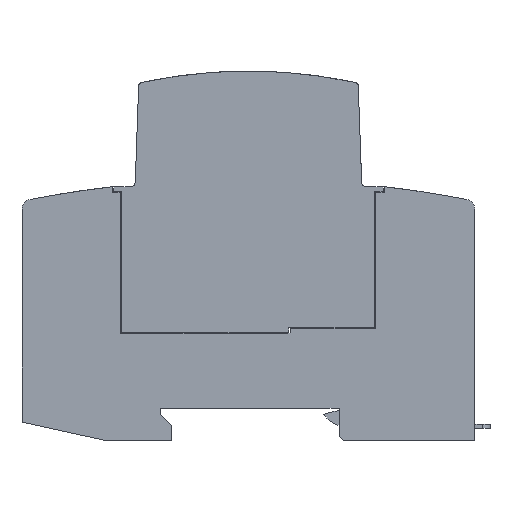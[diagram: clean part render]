
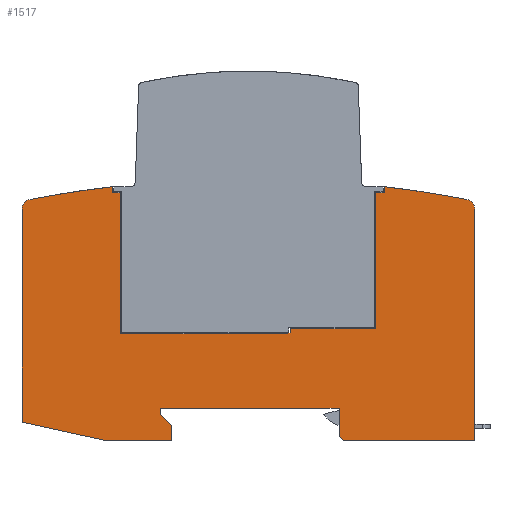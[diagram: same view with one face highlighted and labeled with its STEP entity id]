
A CAD part, left-side view. The second image highlights one B-rep face of the part: STEP entity #1517.
In plain terms, the highlighted planar face has unit normal (-1, 0, 0).
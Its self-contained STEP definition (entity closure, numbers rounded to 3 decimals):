
#1517=ADVANCED_FACE('',(#3089),#3090,.F.);
#3089=FACE_OUTER_BOUND('',#4665,.T.);
#3090=PLANE('',#4666);
#4665=EDGE_LOOP('',(#9324,#9325,#9326,#9327,#9328,#9329,#9330,#9331,#9332,#9333,#9334,#9335,#9336,#9337,#9338,#9339,#9340,#9341,#9342,#9343,#9344,#9345,#9346,#9347,#9348,#9349,#9350,#9351,#9352,#9353));
#4666=AXIS2_PLACEMENT_3D('',#9354,#9355,#9356);
#9324=ORIENTED_EDGE('',*,*,#11315,.T.);
#9325=ORIENTED_EDGE('',*,*,#11278,.T.);
#9326=ORIENTED_EDGE('',*,*,#11283,.T.);
#9327=ORIENTED_EDGE('',*,*,#11287,.T.);
#9328=ORIENTED_EDGE('',*,*,#11322,.T.);
#9329=ORIENTED_EDGE('',*,*,#11327,.T.);
#9330=ORIENTED_EDGE('',*,*,#11269,.T.);
#9331=ORIENTED_EDGE('',*,*,#11313,.T.);
#9332=ORIENTED_EDGE('',*,*,#11291,.T.);
#9333=ORIENTED_EDGE('',*,*,#11296,.T.);
#9334=ORIENTED_EDGE('',*,*,#11325,.F.);
#9335=ORIENTED_EDGE('',*,*,#11309,.T.);
#9336=ORIENTED_EDGE('',*,*,#11311,.T.);
#9337=ORIENTED_EDGE('',*,*,#10389,.F.);
#9338=ORIENTED_EDGE('',*,*,#11328,.F.);
#9339=ORIENTED_EDGE('',*,*,#9985,.F.);
#9340=ORIENTED_EDGE('',*,*,#11329,.T.);
#9341=ORIENTED_EDGE('',*,*,#11330,.T.);
#9342=ORIENTED_EDGE('',*,*,#11331,.T.);
#9343=ORIENTED_EDGE('',*,*,#11332,.T.);
#9344=ORIENTED_EDGE('',*,*,#11333,.T.);
#9345=ORIENTED_EDGE('',*,*,#11334,.T.);
#9346=ORIENTED_EDGE('',*,*,#9841,.T.);
#9347=ORIENTED_EDGE('',*,*,#11335,.F.);
#9348=ORIENTED_EDGE('',*,*,#11336,.T.);
#9349=ORIENTED_EDGE('',*,*,#9980,.F.);
#9350=ORIENTED_EDGE('',*,*,#11337,.F.);
#9351=ORIENTED_EDGE('',*,*,#10382,.F.);
#9352=ORIENTED_EDGE('',*,*,#11338,.F.);
#9353=ORIENTED_EDGE('',*,*,#11263,.T.);
#9354=CARTESIAN_POINT('',(-18.0,44.746,22.258));
#9355=DIRECTION('',(1.0,0.0,0.));
#9356=DIRECTION('',(0.,0.0,-1.0));
#9841=EDGE_CURVE('',#11947,#11945,#11948,.T.);
#9980=EDGE_CURVE('',#12152,#12154,#12155,.T.);
#9985=EDGE_CURVE('',#12161,#12163,#12164,.T.);
#10382=EDGE_CURVE('',#12724,#12726,#12727,.T.);
#10389=EDGE_CURVE('',#12737,#12739,#12740,.T.);
#11263=EDGE_CURVE('',#14020,#14018,#14021,.T.);
#11269=EDGE_CURVE('',#14030,#14028,#14031,.T.);
#11278=EDGE_CURVE('',#14042,#14043,#14044,.T.);
#11283=EDGE_CURVE('',#14043,#14051,#14052,.T.);
#11287=EDGE_CURVE('',#14051,#14057,#14058,.T.);
#11291=EDGE_CURVE('',#14063,#14064,#14065,.T.);
#11296=EDGE_CURVE('',#14064,#14072,#14073,.T.);
#11309=EDGE_CURVE('',#14087,#14089,#14091,.T.);
#11311=EDGE_CURVE('',#14089,#12739,#14093,.T.);
#11313=EDGE_CURVE('',#14028,#14063,#14095,.T.);
#11315=EDGE_CURVE('',#14018,#14042,#14097,.T.);
#11322=EDGE_CURVE('',#14057,#14104,#14106,.T.);
#11325=EDGE_CURVE('',#14087,#14072,#14109,.T.);
#11327=EDGE_CURVE('',#14104,#14030,#14111,.T.);
#11328=EDGE_CURVE('',#12163,#12737,#14112,.T.);
#11329=EDGE_CURVE('',#12161,#14113,#14114,.T.);
#11330=EDGE_CURVE('',#14113,#14115,#14116,.T.);
#11331=EDGE_CURVE('',#14115,#14117,#14118,.T.);
#11332=EDGE_CURVE('',#14117,#14119,#14120,.T.);
#11333=EDGE_CURVE('',#14119,#14121,#14122,.T.);
#11334=EDGE_CURVE('',#14121,#11947,#14123,.T.);
#11335=EDGE_CURVE('',#14124,#11945,#14125,.T.);
#11336=EDGE_CURVE('',#14124,#12154,#14126,.T.);
#11337=EDGE_CURVE('',#12726,#12152,#14127,.T.);
#11338=EDGE_CURVE('',#14020,#12724,#14128,.T.);
#11945=VERTEX_POINT('',#15542);
#11947=VERTEX_POINT('',#15545);
#11948=LINE('',#15546,#15547);
#12152=VERTEX_POINT('',#15825);
#12154=VERTEX_POINT('',#15828);
#12155=LINE('',#15829,#15830);
#12161=VERTEX_POINT('',#15838);
#12163=VERTEX_POINT('',#15841);
#12164=LINE('',#15842,#15843);
#12724=VERTEX_POINT('',#16808);
#12726=VERTEX_POINT('',#16811);
#12727=CIRCLE('',#16812,230.);
#12737=VERTEX_POINT('',#16824);
#12739=VERTEX_POINT('',#16827);
#12740=CIRCLE('',#16828,230.);
#14018=VERTEX_POINT('',#18884);
#14020=VERTEX_POINT('',#18887);
#14021=LINE('',#18888,#18889);
#14028=VERTEX_POINT('',#18899);
#14030=VERTEX_POINT('',#18902);
#14031=LINE('',#18903,#18904);
#14042=VERTEX_POINT('',#18920);
#14043=VERTEX_POINT('',#18921);
#14044=LINE('',#18922,#18923);
#14051=VERTEX_POINT('',#18933);
#14052=LINE('',#18934,#18935);
#14057=VERTEX_POINT('',#18942);
#14058=LINE('',#18943,#18944);
#14063=VERTEX_POINT('',#18951);
#14064=VERTEX_POINT('',#18952);
#14065=LINE('',#18953,#18954);
#14072=VERTEX_POINT('',#18964);
#14073=LINE('',#18965,#18966);
#14087=VERTEX_POINT('',#18987);
#14089=VERTEX_POINT('',#18990);
#14091=LINE('',#18993,#18994);
#14093=LINE('',#18996,#18997);
#14095=LINE('',#18999,#19000);
#14097=LINE('',#19002,#19003);
#14104=VERTEX_POINT('',#19013);
#14106=LINE('',#19016,#19017);
#14109=LINE('',#19021,#19022);
#14111=LINE('',#19024,#19025);
#14112=CIRCLE('',#19026,2.);
#14113=VERTEX_POINT('',#19027);
#14114=LINE('',#19028,#19029);
#14115=VERTEX_POINT('',#19030);
#14116=LINE('',#19031,#19032);
#14117=VERTEX_POINT('',#19033);
#14118=LINE('',#19034,#19035);
#14119=VERTEX_POINT('',#19036);
#14120=LINE('',#19037,#19038);
#14121=VERTEX_POINT('',#19039);
#14122=LINE('',#19040,#19041);
#14123=LINE('',#19042,#19043);
#14124=VERTEX_POINT('',#19044);
#14125=LINE('',#19045,#19046);
#14126=LINE('',#19047,#19048);
#14127=CIRCLE('',#19049,2.);
#14128=LINE('',#19050,#19051);
#15542=CARTESIAN_POINT('',(-18.0,27.0,0.8));
#15545=CARTESIAN_POINT('',(-18.0,27.0,6.5));
#15546=CARTESIAN_POINT('',(-18.0,27.0,6.5));
#15547=VECTOR('',#19477,1.0);
#15825=CARTESIAN_POINT('',(-18.0,0.,46.028));
#15828=CARTESIAN_POINT('',(-18.0,0.0,0.));
#15829=CARTESIAN_POINT('',(-18.0,0.0,46.028));
#15830=VECTOR('',#19625,1.0);
#15838=CARTESIAN_POINT('',(-18.0,90.0,3.719));
#15841=CARTESIAN_POINT('',(-18.0,90.0,46.028));
#15842=CARTESIAN_POINT('',(-18.0,90.0,3.719));
#15843=VECTOR('',#19629,1.0);
#16808=CARTESIAN_POINT('',(-18.0,18.0,50.53));
#16811=CARTESIAN_POINT('',(-18.0,1.623,47.993));
#16812=AXIS2_PLACEMENT_3D('',#20037,#20038,#20039);
#16824=CARTESIAN_POINT('',(-18.0,88.377,47.993));
#16827=CARTESIAN_POINT('',(-18.0,72.009,50.529));
#16828=AXIS2_PLACEMENT_3D('',#20049,#20050,#20051);
#18884=CARTESIAN_POINT('',(-18.0,18.012,49.53));
#18887=CARTESIAN_POINT('',(-18.0,18.0,49.53));
#18888=CARTESIAN_POINT('',(-18.0,18.0,49.53));
#18889=VECTOR('',#20973,1.0);
#18899=CARTESIAN_POINT('',(-18.0,37.017,21.5));
#18902=CARTESIAN_POINT('',(-18.0,36.7,21.5));
#18903=CARTESIAN_POINT('',(-18.0,36.7,21.5));
#18904=VECTOR('',#20978,1.0);
#18920=CARTESIAN_POINT('',(-18.0,18.012,49.33));
#18921=CARTESIAN_POINT('',(-18.0,19.8,49.33));
#18922=CARTESIAN_POINT('',(-18.0,31.826,49.33));
#18923=VECTOR('',#20984,1.0);
#18933=CARTESIAN_POINT('',(-18.0,19.8,22.3));
#18934=CARTESIAN_POINT('',(-18.0,19.8,29.037));
#18935=VECTOR('',#20988,1.0);
#18942=CARTESIAN_POINT('',(-18.0,36.6,22.3));
#18943=CARTESIAN_POINT('',(-18.0,36.523,22.3));
#18944=VECTOR('',#20991,1.0);
#18951=CARTESIAN_POINT('',(-18.0,37.217,21.3));
#18952=CARTESIAN_POINT('',(-18.0,70.4,21.3));
#18953=CARTESIAN_POINT('',(-18.0,49.277,21.3));
#18954=VECTOR('',#20994,1.0);
#18964=CARTESIAN_POINT('',(-18.0,70.4,49.23));
#18965=CARTESIAN_POINT('',(-18.0,70.4,28.787));
#18966=VECTOR('',#20998,1.0);
#18987=CARTESIAN_POINT('',(-18.0,70.5,49.33));
#18990=CARTESIAN_POINT('',(-18.0,72.009,49.33));
#18993=CARTESIAN_POINT('',(-18.0,57.975,49.33));
#18994=VECTOR('',#21008,1.0);
#18996=CARTESIAN_POINT('',(-18.0,72.009,36.97));
#18997=VECTOR('',#21009,1.0);
#18999=CARTESIAN_POINT('',(-18.0,38.756,19.762));
#19000=VECTOR('',#21010,1.0);
#19002=CARTESIAN_POINT('',(-18.0,18.012,36.846));
#19003=VECTOR('',#21011,1.0);
#19013=CARTESIAN_POINT('',(-18.0,36.7,22.2));
#19016=CARTESIAN_POINT('',(-18.0,36.4,22.5));
#19017=VECTOR('',#21016,1.0);
#19021=CARTESIAN_POINT('',(-18.0,70.7,49.53));
#19022=VECTOR('',#21018,1.0);
#19024=CARTESIAN_POINT('',(-18.0,36.7,22.2));
#19025=VECTOR('',#21019,1.0);
#19026=AXIS2_PLACEMENT_3D('',#21020,#21021,#21022);
#19027=CARTESIAN_POINT('',(-18.0,73.0,0.));
#19028=CARTESIAN_POINT('',(-18.0,90.0,3.719));
#19029=VECTOR('',#21023,1.0);
#19030=CARTESIAN_POINT('',(-18.0,60.2,0.));
#19031=CARTESIAN_POINT('',(-18.0,73.0,0.));
#19032=VECTOR('',#21024,1.0);
#19033=CARTESIAN_POINT('',(-18.0,60.2,3.));
#19034=CARTESIAN_POINT('',(-18.0,60.2,0.));
#19035=VECTOR('',#21025,1.0);
#19036=CARTESIAN_POINT('',(-18.0,62.5,5.3));
#19037=CARTESIAN_POINT('',(-18.0,60.2,3.));
#19038=VECTOR('',#21026,1.0);
#19039=CARTESIAN_POINT('',(-18.0,62.5,6.5));
#19040=CARTESIAN_POINT('',(-18.0,62.5,5.3));
#19041=VECTOR('',#21027,1.0);
#19042=CARTESIAN_POINT('',(-18.0,62.5,6.5));
#19043=VECTOR('',#21028,1.0);
#19044=CARTESIAN_POINT('',(-18.0,26.2,0.));
#19045=CARTESIAN_POINT('',(-18.0,26.2,0.));
#19046=VECTOR('',#21029,1.0);
#19047=CARTESIAN_POINT('',(-18.0,26.2,0.));
#19048=VECTOR('',#21030,1.0);
#19049=AXIS2_PLACEMENT_3D('',#21031,#21032,#21033);
#19050=CARTESIAN_POINT('',(-18.0,18.0,49.53));
#19051=VECTOR('',#21034,1.0);
#19477=DIRECTION('',(0.,0.0,-1.0));
#19625=DIRECTION('',(0.,0.0,-1.0));
#19629=DIRECTION('',(0.,0.0,1.0));
#20037=CARTESIAN_POINT('',(-18.0,45.,-177.88));
#20038=DIRECTION('',(1.0,0.0,0.));
#20039=DIRECTION('',(0.,0.0,-1.0));
#20049=CARTESIAN_POINT('',(-18.0,45.,-177.88));
#20050=DIRECTION('',(1.0,0.0,0.));
#20051=DIRECTION('',(0.,0.0,-1.0));
#20973=DIRECTION('',(0.0,1.0,0.0));
#20978=DIRECTION('',(0.0,1.0,0.0));
#20984=DIRECTION('',(0.0,1.0,0.0));
#20988=DIRECTION('',(0.,0.0,-1.0));
#20991=DIRECTION('',(0.0,1.0,0.0));
#20994=DIRECTION('',(0.0,1.0,0.0));
#20998=DIRECTION('',(0.,0.0,1.0));
#21008=DIRECTION('',(0.0,1.0,0.0));
#21009=DIRECTION('',(0.,0.0,1.0));
#21010=DIRECTION('',(0.,0.707,-0.707));
#21011=DIRECTION('',(0.,0.0,-1.0));
#21016=DIRECTION('',(0.,0.707,-0.707));
#21018=DIRECTION('',(0.,-0.707,-0.707));
#21019=DIRECTION('',(0.,0.0,-1.0));
#21020=CARTESIAN_POINT('',(-18.0,88.,46.028));
#21021=DIRECTION('',(1.0,0.0,0.));
#21022=DIRECTION('',(0.,0.0,-1.0));
#21023=DIRECTION('',(0.,-0.977,-0.214));
#21024=DIRECTION('',(0.0,-1.0,0.0));
#21025=DIRECTION('',(0.,0.0,1.0));
#21026=DIRECTION('',(0.,0.707,0.707));
#21027=DIRECTION('',(0.,0.0,1.0));
#21028=DIRECTION('',(0.0,-1.0,0.0));
#21029=DIRECTION('',(0.,0.707,0.707));
#21030=DIRECTION('',(0.0,-1.0,0.0));
#21031=CARTESIAN_POINT('',(-18.0,2.,46.028));
#21032=DIRECTION('',(1.0,0.0,0.));
#21033=DIRECTION('',(0.,0.0,-1.0));
#21034=DIRECTION('',(0.,0.0,1.0));
